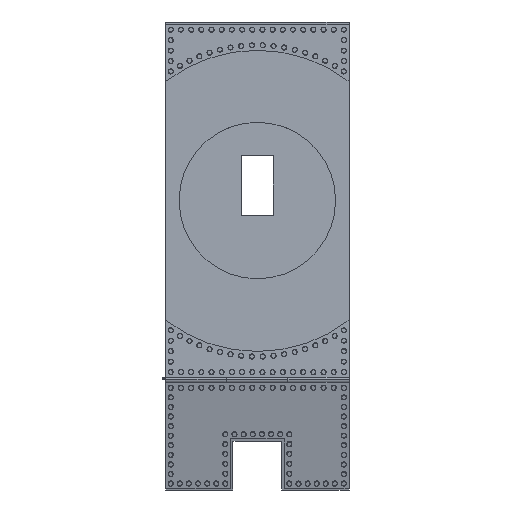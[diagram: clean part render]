
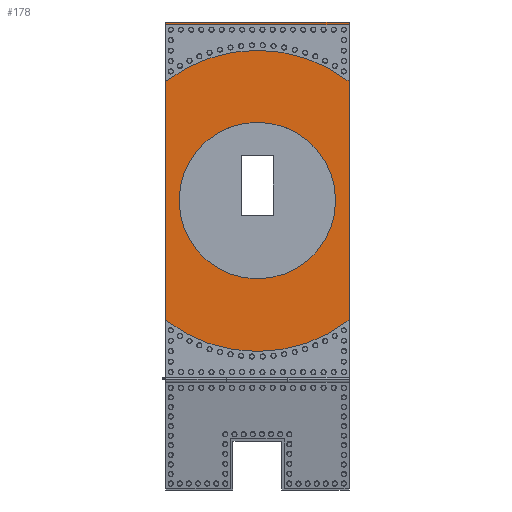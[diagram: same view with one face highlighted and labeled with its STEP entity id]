
A CAD part, top view. The second image highlights one B-rep face of the part: STEP entity #178.
In plain terms, the highlighted planar face has unit normal (0, 0, 1).
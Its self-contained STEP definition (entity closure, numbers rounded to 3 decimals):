
#103=CARTESIAN_POINT('',(45.3,-0.228,2.));
#104=DIRECTION('',(0.,0.,1.));
#105=DIRECTION('',(-1.,0.,0.));
#106=AXIS2_PLACEMENT_3D('',#103,#104,#105);
#107=PLANE('',#106);
#108=CARTESIAN_POINT('',(66.3,69.647,2.));
#109=VERTEX_POINT('',#108);
#110=CARTESIAN_POINT('',(5.3,69.647,2.));
#111=VERTEX_POINT('',#110);
#112=CARTESIAN_POINT('',(35.8,69.647,2.));
#113=DIRECTION('',(-0.,-0.,-1.));
#114=DIRECTION('',(1.,0.,-0.));
#115=AXIS2_PLACEMENT_3D('',#112,#113,#114);
#116=CIRCLE('',#115,30.5);
#117=EDGE_CURVE('',#109,#111,#116,.T.);
#118=ORIENTED_EDGE('',*,*,#117,.T.);
#119=CARTESIAN_POINT('',(35.8,69.647,2.));
#120=DIRECTION('',(-0.,-0.,-1.));
#121=DIRECTION('',(1.,0.,-0.));
#122=AXIS2_PLACEMENT_3D('',#119,#120,#121);
#123=CIRCLE('',#122,30.5);
#124=EDGE_CURVE('',#111,#109,#123,.T.);
#125=ORIENTED_EDGE('',*,*,#124,.T.);
#126=EDGE_LOOP('',(#118,#125));
#127=FACE_BOUND('',#126,.T.);
#128=CARTESIAN_POINT('',(0.05,0.772,2.));
#129=VERTEX_POINT('',#128);
#130=CARTESIAN_POINT('',(23.75,0.772,2.));
#131=VERTEX_POINT('',#130);
#132=CARTESIAN_POINT('',(0.05,0.772,2.));
#133=DIRECTION('',(1.,-0.,-0.));
#134=VECTOR('',#133,23.7);
#135=LINE('',#132,#134);
#136=EDGE_CURVE('',#129,#131,#135,.T.);
#137=ORIENTED_EDGE('',*,*,#136,.T.);
#138=CARTESIAN_POINT('',(47.75,0.772,2.));
#139=VERTEX_POINT('',#138);
#140=CARTESIAN_POINT('',(23.75,0.772,2.));
#141=DIRECTION('',(1.,-0.,-0.));
#142=VECTOR('',#141,24.);
#143=LINE('',#140,#142);
#144=EDGE_CURVE('',#131,#139,#143,.T.);
#145=ORIENTED_EDGE('',*,*,#144,.T.);
#146=CARTESIAN_POINT('',(71.55,0.772,2.));
#147=VERTEX_POINT('',#146);
#148=CARTESIAN_POINT('',(47.75,0.772,2.));
#149=DIRECTION('',(1.,-0.,-0.));
#150=VECTOR('',#149,23.8);
#151=LINE('',#148,#150);
#152=EDGE_CURVE('',#139,#147,#151,.T.);
#153=ORIENTED_EDGE('',*,*,#152,.T.);
#154=CARTESIAN_POINT('',(71.55,139.25,2.));
#155=VERTEX_POINT('',#154);
#156=CARTESIAN_POINT('',(71.55,0.772,2.));
#157=DIRECTION('',(0.,1.,0.));
#158=VECTOR('',#157,138.478);
#159=LINE('',#156,#158);
#160=EDGE_CURVE('',#147,#155,#159,.T.);
#161=ORIENTED_EDGE('',*,*,#160,.T.);
#162=CARTESIAN_POINT('',(0.05,139.25,2.));
#163=VERTEX_POINT('',#162);
#164=CARTESIAN_POINT('',(0.05,139.25,2.));
#165=DIRECTION('',(1.,0.,-0.));
#166=VECTOR('',#165,71.5);
#167=LINE('',#164,#166);
#168=EDGE_CURVE('',#163,#155,#167,.T.);
#169=ORIENTED_EDGE('',*,*,#168,.F.);
#170=CARTESIAN_POINT('',(0.05,0.772,2.));
#171=DIRECTION('',(0.,1.,0.));
#172=VECTOR('',#171,138.478);
#173=LINE('',#170,#172);
#174=EDGE_CURVE('',#129,#163,#173,.T.);
#175=ORIENTED_EDGE('',*,*,#174,.F.);
#176=EDGE_LOOP('',(#137,#145,#153,#161,#169,#175));
#177=FACE_BOUND('',#176,.T.);
#178=ADVANCED_FACE('',(#127,#177),#107,.T.);
